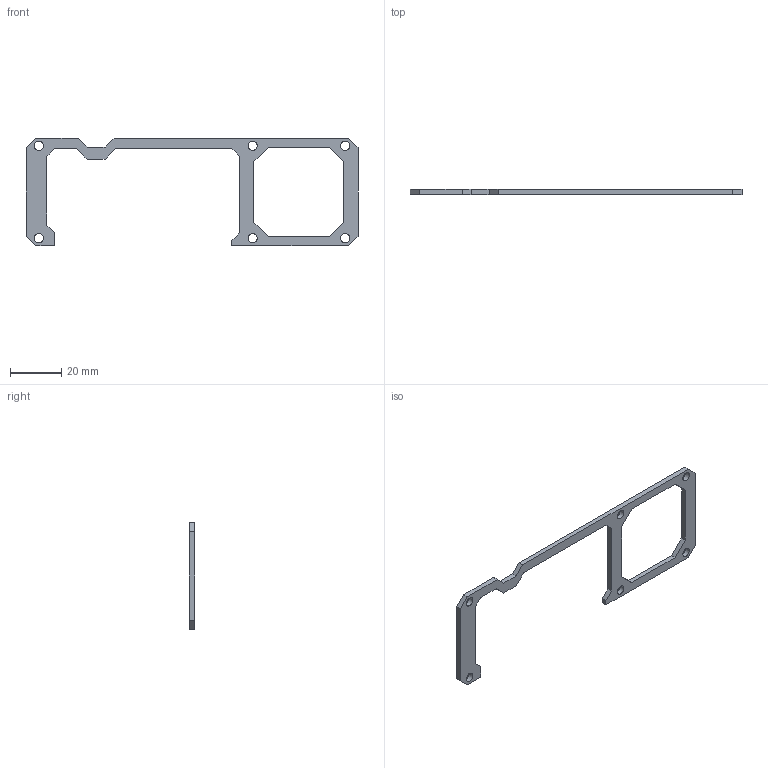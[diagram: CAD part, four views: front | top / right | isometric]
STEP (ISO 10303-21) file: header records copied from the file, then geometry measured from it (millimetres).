
FILE_DESCRIPTION( ( '' ), ' ' );
FILE_NAME( '5e45ffc26db687150396174a.step', '2020-02-14T02:02:42', ( '' ), ( '' ), ' ', ' ', ' ' );
FILE_SCHEMA( ( 'AUTOMOTIVE_DESIGN { 1 0 10303 214 1 1 1 1 }' ) );
Length unit declared in the file: metre
Products named in the file (1): PCB spacer
Bounding box: 129.2 x 2 x 42 mm (x, y, z)
Volume: 2758.7 mm3; surface area: 3989.2 mm2
Topology: 1 solids, 1 shells, 42 faces, 120 edges, 80 vertices
Faces by surface type: plane 36, cylinder 6
Full cylindrical faces by diameter (mm): 3.6 x6
Entity records: 1706 total; most frequent: CARTESIAN_POINT 237, ORIENTED_EDGE 228, DIRECTION 212, EDGE_CURVE 114, LINE 102, VECTOR 102, VERTEX_POINT 80, EDGE_LOOP 62
